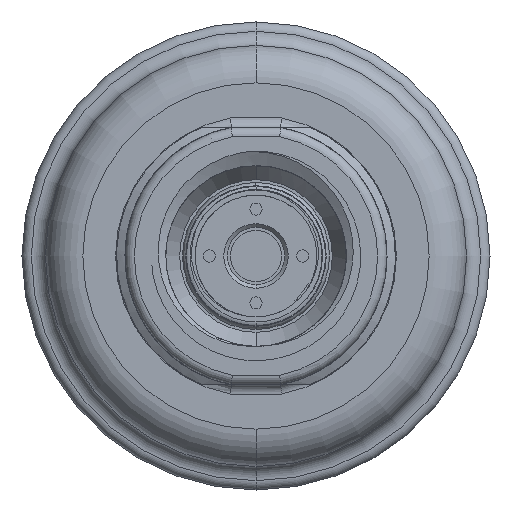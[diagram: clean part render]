
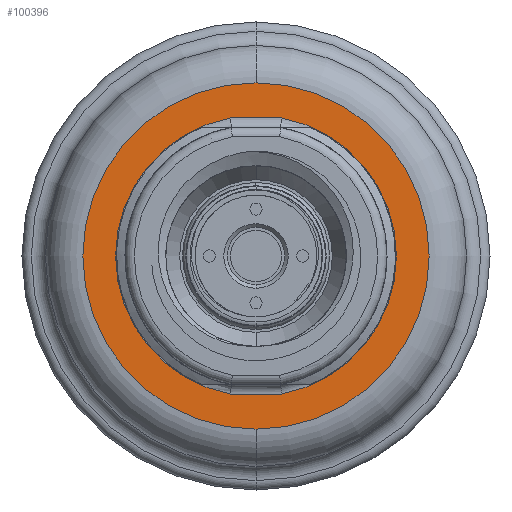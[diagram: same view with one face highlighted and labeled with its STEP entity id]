
A CAD part, front view. The second image highlights one B-rep face of the part: STEP entity #100396.
In plain terms, the highlighted planar face has unit normal (0, -1, 0).
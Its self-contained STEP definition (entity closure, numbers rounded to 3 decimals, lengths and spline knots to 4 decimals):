
#39970=CARTESIAN_POINT('',(0.,-0.1575,0.));
#39971=DIRECTION('',(0.,-1.,0.));
#39972=DIRECTION('',(0.,0.,-1.));
#39973=AXIS2_PLACEMENT_3D('',#39970,#39971,#39972);
#39975=CARTESIAN_POINT('',(0.,-0.1575,0.));
#39976=DIRECTION('',(0.,-1.,0.));
#39977=DIRECTION('',(0.,0.,1.));
#39978=AXIS2_PLACEMENT_3D('',#39975,#39976,#39977);
#39980=CARTESIAN_POINT('',(0.,-0.1575,0.));
#39981=DIRECTION('',(0.,-1.,0.));
#39982=DIRECTION('',(-0.182,0.,0.983));
#39983=AXIS2_PLACEMENT_3D('',#39980,#39981,#39982);
#39985=DIRECTION('',(1.,0.,0.));
#39986=VECTOR('',#39985,0.2147);
#39987=CARTESIAN_POINT('',(-0.1074,-0.1575,
-0.5807));
#39988=LINE('',#39987,#39986);
#39989=CARTESIAN_POINT('',(0.,-0.1575,0.));
#39990=DIRECTION('',(0.,-1.,0.));
#39991=DIRECTION('',(0.182,0.,-0.983));
#39992=AXIS2_PLACEMENT_3D('',#39989,#39990,#39991);
#39994=DIRECTION('',(-1.,0.,0.));
#39995=VECTOR('',#39994,0.2147);
#39996=CARTESIAN_POINT('',(0.1074,-0.1575,
0.5807));
#39997=LINE('',#39996,#39995);
#64875=CARTESIAN_POINT('',(-0.1074,-0.1575,
0.5807));
#64876=CARTESIAN_POINT('',(-0.1074,-0.1575,
-0.5807));
#64877=VERTEX_POINT('',#64875);
#64878=VERTEX_POINT('',#64876);
#64883=CARTESIAN_POINT('',(0.1074,-0.1575,
-0.5807));
#64884=CARTESIAN_POINT('',(0.1074,-0.1575,
0.5807));
#64885=VERTEX_POINT('',#64883);
#64886=VERTEX_POINT('',#64884);
#65193=CARTESIAN_POINT('',(0.,-0.1575,-0.7283));
#65194=CARTESIAN_POINT('',(0.,-0.1575,0.7283));
#65195=VERTEX_POINT('',#65193);
#65196=VERTEX_POINT('',#65194);
#100376=CARTESIAN_POINT('',(0.,-0.1575,0.));
#100377=DIRECTION('',(0.,-1.,0.));
#100378=DIRECTION('',(0.,0.,1.));
#100379=AXIS2_PLACEMENT_3D('',#100376,#100377,#100378);
#100380=PLANE('',#100379);
#100382=ORIENTED_EDGE('',*,*,#100381,.F.);
#100384=ORIENTED_EDGE('',*,*,#100383,.F.);
#100385=EDGE_LOOP('',(#100382,#100384));
#100386=FACE_OUTER_BOUND('',#100385,.F.);
#100387=ORIENTED_EDGE('',*,*,#100366,.T.);
#100389=ORIENTED_EDGE('',*,*,#100388,.T.);
#100391=ORIENTED_EDGE('',*,*,#100390,.T.);
#100393=ORIENTED_EDGE('',*,*,#100392,.T.);
#100394=EDGE_LOOP('',(#100387,#100389,#100391,#100393));
#100395=FACE_BOUND('',#100394,.F.);
#100396=ADVANCED_FACE('',(#100386,#100395),#100380,.T.);
#39974=CIRCLE('',#39973,0.7283);
#39979=CIRCLE('',#39978,0.7283);
#39984=CIRCLE('',#39983,0.5906);
#39993=CIRCLE('',#39992,0.5906);
#100366=EDGE_CURVE('',#64877,#64878,#39984,.T.);
#100381=EDGE_CURVE('',#65195,#65196,#39974,.T.);
#100383=EDGE_CURVE('',#65196,#65195,#39979,.T.);
#100388=EDGE_CURVE('',#64878,#64885,#39988,.T.);
#100390=EDGE_CURVE('',#64885,#64886,#39993,.T.);
#100392=EDGE_CURVE('',#64886,#64877,#39997,.T.);
